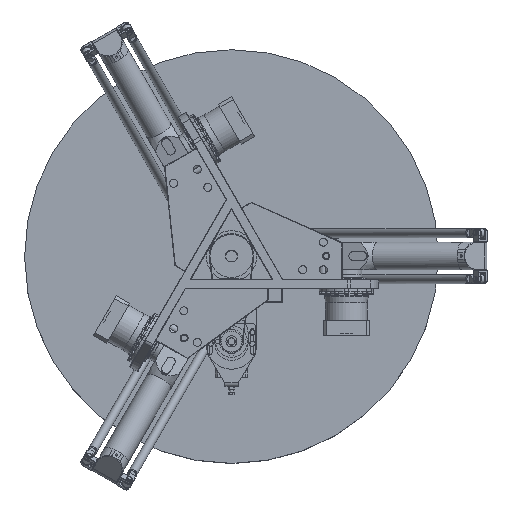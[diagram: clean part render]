
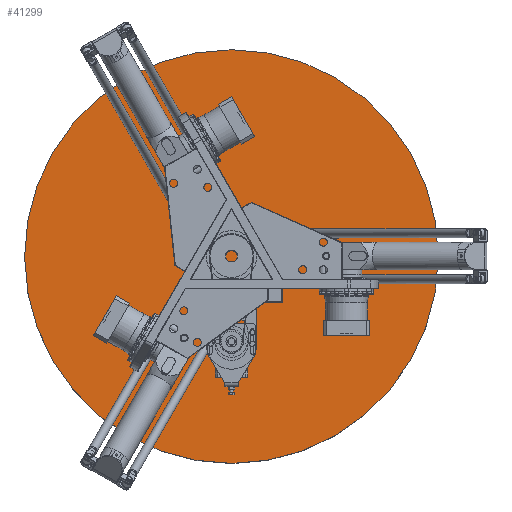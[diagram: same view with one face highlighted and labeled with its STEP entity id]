
A CAD part, top view. The second image highlights one B-rep face of the part: STEP entity #41299.
In plain terms, the highlighted planar face has unit normal (0, 0, 1).
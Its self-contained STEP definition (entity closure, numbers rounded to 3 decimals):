
#3234=PLANE('',#45963);
#5772=FACE_OUTER_BOUND('',#9144,.T.);
#9144=EDGE_LOOP('',(#36997));
#11041=CIRCLE('',#45962,450.);
#20806=VERTEX_POINT('',#80071);
#26203=EDGE_CURVE('',#20806,#20806,#11041,.T.);
#36997=ORIENTED_EDGE('',*,*,#26203,.F.);
#41299=ADVANCED_FACE('',(#5772),#3234,.F.);
#45962=AXIS2_PLACEMENT_3D('',#80072,#57860,#57861);
#45963=AXIS2_PLACEMENT_3D('',#80073,#57862,#57863);
#57860=DIRECTION('center_axis',(0.,0.,-1.));
#57861=DIRECTION('ref_axis',(-1.,0.,0.));
#57862=DIRECTION('center_axis',(0.,0.,-1.));
#57863=DIRECTION('ref_axis',(-1.,0.,0.));
#80071=CARTESIAN_POINT('',(450.,0.,100.));
#80072=CARTESIAN_POINT('Origin',(0.,0.,100.));
#80073=CARTESIAN_POINT('Origin',(0.,0.,100.));
